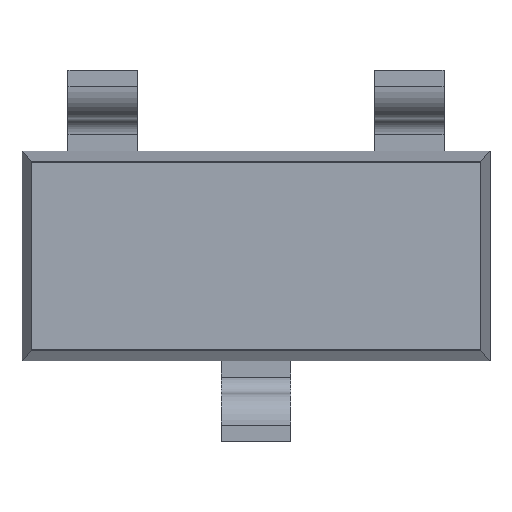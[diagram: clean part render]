
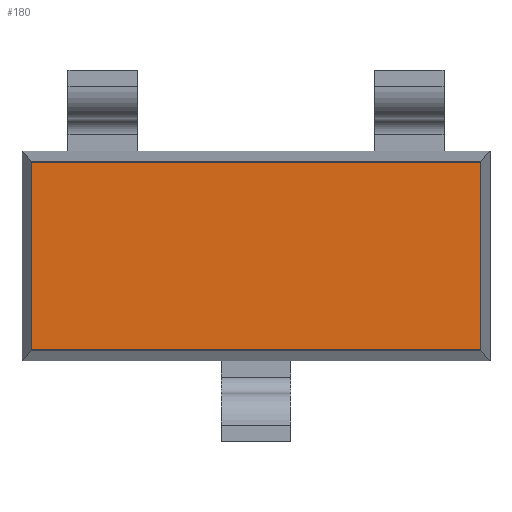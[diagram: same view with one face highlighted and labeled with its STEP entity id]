
A CAD part, front view. The second image highlights one B-rep face of the part: STEP entity #180.
In plain terms, the highlighted planar face has unit normal (0, -1, 0).
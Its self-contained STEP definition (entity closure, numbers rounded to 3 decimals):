
#180=ADVANCED_FACE('',(#369),#370,.T.);
#369=FACE_OUTER_BOUND('',#560,.T.);
#370=PLANE('',#561);
#560=EDGE_LOOP('',(#1057,#1058,#1059,#1060));
#561=AXIS2_PLACEMENT_3D('',#1061,#1062,#1063);
#1057=ORIENTED_EDGE('',*,*,#1354,.T.);
#1058=ORIENTED_EDGE('',*,*,#1355,.F.);
#1059=ORIENTED_EDGE('',*,*,#1356,.T.);
#1060=ORIENTED_EDGE('',*,*,#1319,.T.);
#1061=CARTESIAN_POINT('',(1.45,0.05,-0.65));
#1062=DIRECTION('',(0.0,-1.0,0.0));
#1063=DIRECTION('',(1.0,0.0,0.0));
#1319=EDGE_CURVE('',#1620,#1618,#1621,.T.);
#1354=EDGE_CURVE('',#1618,#1678,#1679,.T.);
#1355=EDGE_CURVE('',#1680,#1678,#1681,.T.);
#1356=EDGE_CURVE('',#1680,#1620,#1682,.T.);
#1618=VERTEX_POINT('',#2035);
#1620=VERTEX_POINT('',#2037);
#1621=LINE('',#2038,#2039);
#1678=VERTEX_POINT('',#2121);
#1679=LINE('',#2122,#2123);
#1680=VERTEX_POINT('',#2124);
#1681=LINE('',#2125,#2126);
#1682=LINE('',#2127,#2128);
#2035=CARTESIAN_POINT('',(2.841,0.05,0.582));
#2037=CARTESIAN_POINT('',(2.841,0.05,-0.582));
#2038=CARTESIAN_POINT('',(2.841,0.05,-0.65));
#2039=VECTOR('',#2342,1.0);
#2121=CARTESIAN_POINT('',(0.059,0.05,0.582));
#2122=CARTESIAN_POINT('',(1.45,0.05,0.582));
#2123=VECTOR('',#2377,1.0);
#2124=CARTESIAN_POINT('',(0.059,0.05,-0.582));
#2125=CARTESIAN_POINT('',(0.059,0.05,-0.65));
#2126=VECTOR('',#2378,1.0);
#2127=CARTESIAN_POINT('',(1.45,0.05,-0.582));
#2128=VECTOR('',#2379,1.0);
#2342=DIRECTION('',(0.0,0.0,1.0));
#2377=DIRECTION('',(-1.0,-0.0,0.));
#2378=DIRECTION('',(0.0,0.0,1.0));
#2379=DIRECTION('',(1.0,0.0,0.));
